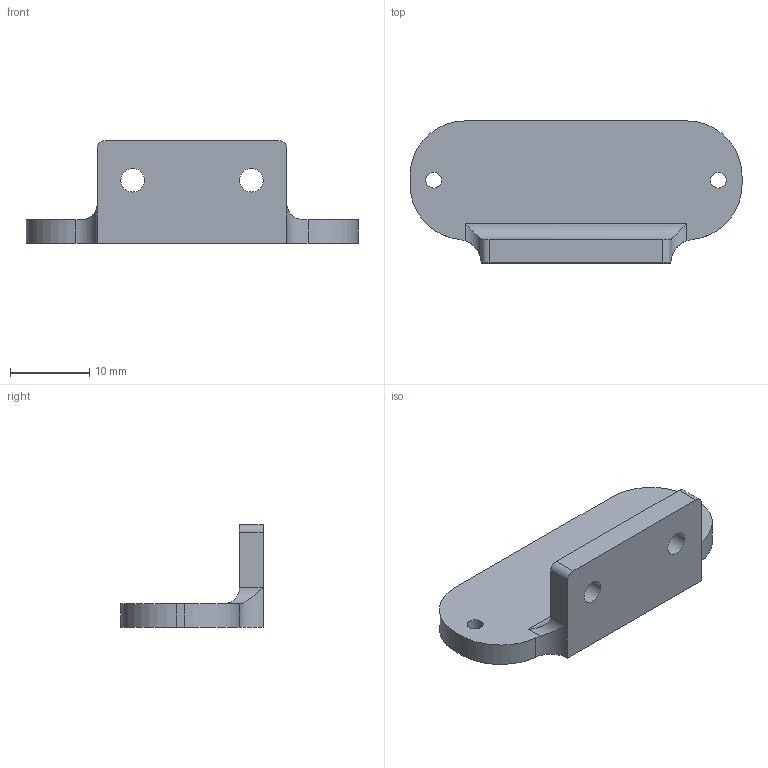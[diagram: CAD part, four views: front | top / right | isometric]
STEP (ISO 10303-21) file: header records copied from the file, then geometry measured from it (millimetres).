
FILE_DESCRIPTION(/* description */ (''),/* implementation_level */ '2;1');
FILE_NAME(/* name */ 'devFrame TFMini Mount Angle.step',/* time_stamp */ '2020-01-09T16:36:51-06:00',/* author */ (''),/* organization */ (''),/* preprocessor_version */ 'ST-DEVELOPER v18',/* originating_system */ 'Autodesk Translation Framework v8.12.0.6',/* authorisation */ '');
FILE_SCHEMA (('AUTOMOTIVE_DESIGN { 1 0 10303 214 3 1 1 }'));
Length unit declared in the file: millimetre
Products named in the file (1): devFrame TFMini Mount Angle
Bounding box: 42 x 18 x 13 mm (x, y, z)
Volume: 2675.7 mm3; surface area: 2214.1 mm2
Topology: 1 solids, 1 shells, 25 faces, 65 edges, 42 vertices
Faces by surface type: cylinder 15, plane 10
Full cylindrical faces by diameter (mm): 2 x2, 3 x2
Entity records: 836 total; most frequent: CARTESIAN_POINT 151, DIRECTION 141, ORIENTED_EDGE 130, EDGE_CURVE 65, AXIS2_PLACEMENT_3D 52, VERTEX_POINT 42, LINE 37, VECTOR 37
